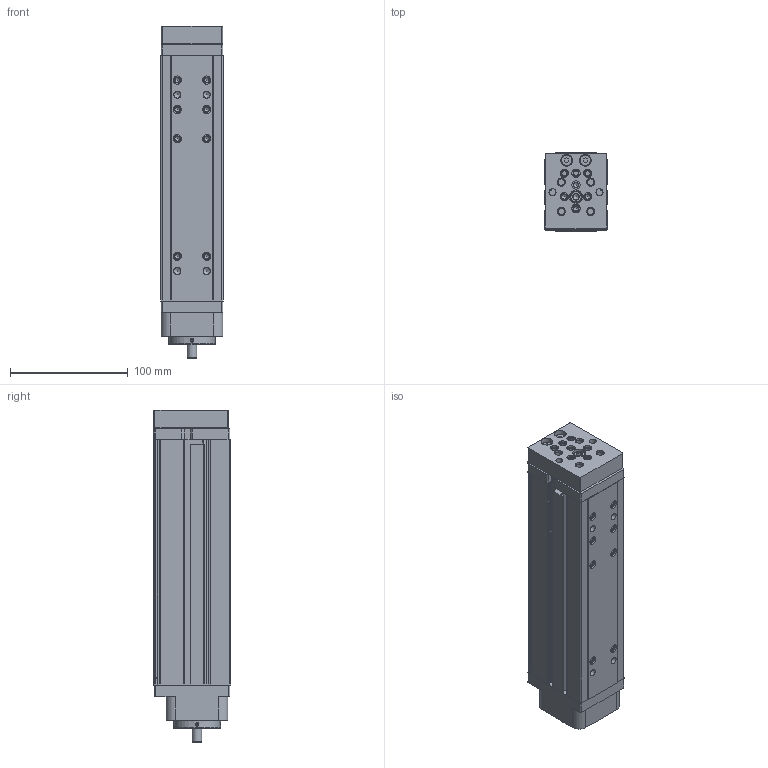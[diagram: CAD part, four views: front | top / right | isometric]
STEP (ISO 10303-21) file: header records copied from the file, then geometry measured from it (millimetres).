
FILE_DESCRIPTION(/* description */ ('STEP AP214'),/* implementation_level */ '2;1');
FILE_NAME(/* name */ '559337_EGSL-BS-55-100-12_7P',/* time_stamp */ '2024-08-27T14:20:14+02:00',/* author */ ('License CC BY-ND 4.0'),/* organization */ ('CADENAS'),/* preprocessor_version */ 'ST-DEVELOPER v19.3',/* originating_system */ 'PARTsolutions',/* authorisation */ ' ');
FILE_SCHEMA (('AUTOMOTIVE_DESIGN {1 0 10303 214 3 1 1}'));
Length unit declared in the file: millimetre
Products named in the file (3): 559337 EGSL-BS-55-100-12.7P---(0); 559337 EGSL-BS-55-100-12.7P---(ZYL_0); 559337 EGSL-BS-55-100-12.7P---(P1_0)
Assembly tree (2 placements, depth 2):
  559337 EGSL-BS-55-100-12.7P---(0)
    559337 EGSL-BS-55-100-12.7P---(ZYL_0)
    559337 EGSL-BS-55-100-12.7P---(P1_0)
Bounding box: 53 x 66 x 282.5 mm (x, y, z)
Volume: 744543.1 mm3; surface area: 173017.3 mm2
Topology: 2 solids, 2 shells, 788 faces, 1974 edges, 1264 vertices
Faces by surface type: plane 401, cylinder 248, cone 130, torus 9
Full cylindrical faces by diameter (mm): 1.567 x1, 2.459 x4, 3.242 x8, 4.134 x29, 4.917 x4, 5.5 x4, 5.8 x6, 6 x10, 7 x33, 8 x1, 8.5 x4, 9 x4, 9.4 x8, 9.5 x2, 9.6 x2, 10 x7, 11 x1, 20 x2, 32 x1, 34 x1, 38.6 x2, 40 x1
Entity records: 22245 total; most frequent: CARTESIAN_POINT 4215, DIRECTION 3740, ORIENTED_EDGE 3344, EDGE_CURVE 1672, AXIS2_PLACEMENT_3D 1417, VERTEX_POINT 1240, FACE_BOUND 1194, EDGE_LOOP 1160
